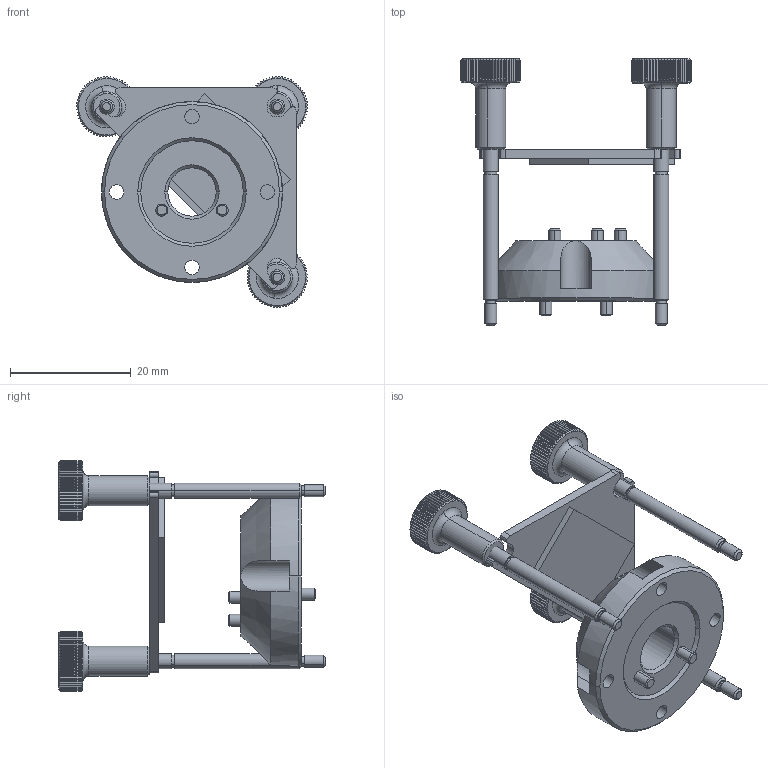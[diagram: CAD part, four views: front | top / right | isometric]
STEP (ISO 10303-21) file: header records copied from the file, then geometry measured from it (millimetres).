
FILE_DESCRIPTION (( 'STEP AP203' ), '1' );
FILE_NAME ('GCT-070205 俋倰芞.STEP', '2017-05-03T07:23:01', ( 'Lxtx999.CoM' ), ( 'Lxtx999.CoM' ), 'SwSTEP 2.0', 'SolidWorks 2012', '' );
FILE_SCHEMA (( 'CONFIG_CONTROL_DESIGN' ));
Length unit declared in the file: centimetre
Products named in the file (1): GCT-070205 俋倰芞
Bounding box: 38.28 x 44.2 x 38.28 mm (x, y, z)
Surface area: 6560.8 mm2 (no closed solid volume)
Topology: 0 solids, 13 shells, 698 faces, 2089 edges, 1379 vertices
Faces by surface type: plane 416, cylinder 224, cone 52, torus 6
Entity records: 24351 total; most frequent: CARTESIAN_POINT 6463, ORIENTED_EDGE 3952, DIRECTION 3366, EDGE_CURVE 2089, VERTEX_POINT 1379, AXIS2_PLACEMENT_3D 1314, LINE 738, VECTOR 738
